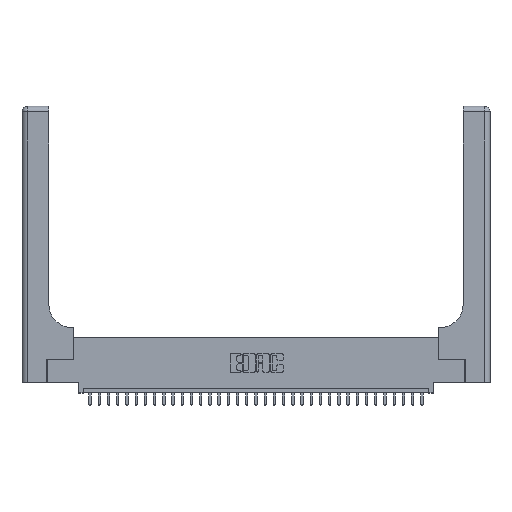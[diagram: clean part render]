
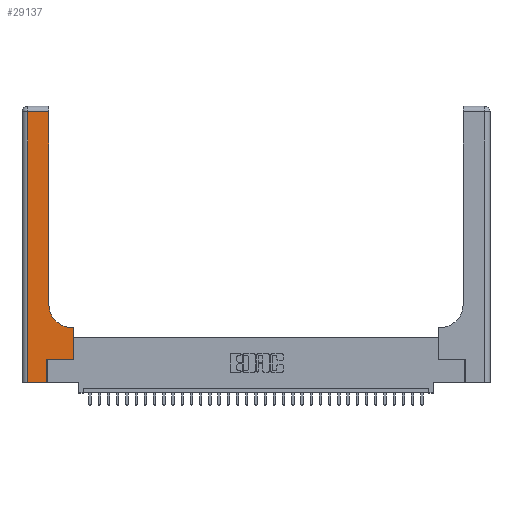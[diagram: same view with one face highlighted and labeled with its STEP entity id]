
A CAD part, top view. The second image highlights one B-rep face of the part: STEP entity #29137.
In plain terms, the highlighted planar face has unit normal (0, 0, 1).
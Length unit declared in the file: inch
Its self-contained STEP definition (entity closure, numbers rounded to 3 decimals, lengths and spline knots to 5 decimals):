
#314 = EDGE_CURVE ( 'NONE', #13230, #19334, #7398, .T. ) ;
#1040 = DIRECTION ( 'NONE',  ( 1., 0., 0. ) ) ;
#1113 = CARTESIAN_POINT ( 'NONE',  ( 0., 3., 0.37 ) ) ;
#1256 = VERTEX_POINT ( 'NONE', #10484 ) ;
#1382 = CARTESIAN_POINT ( 'NONE',  ( 0.269, 0.25, 0.37 ) ) ;
#1617 = ORIENTED_EDGE ( 'NONE', *, *, #6753, .T. ) ;
#2243 = VERTEX_POINT ( 'NONE', #4650 ) ;
#3171 = CARTESIAN_POINT ( 'NONE',  ( 0.5415, 0.6, 0.37 ) ) ;
#3429 = VERTEX_POINT ( 'NONE', #3171 ) ;
#3507 = DIRECTION ( 'NONE',  ( 0., 0., -1. ) ) ;
#3742 = DIRECTION ( 'NONE',  ( -1., 0., 0. ) ) ;
#3871 = LINE ( 'NONE', #18951, #23496 ) ;
#4013 = CARTESIAN_POINT ( 'NONE',  ( 0.06, 0., 0.37 ) ) ;
#4650 = CARTESIAN_POINT ( 'NONE',  ( 0.06, 2.94, 0.37 ) ) ;
#5038 = ORIENTED_EDGE ( 'NONE', *, *, #16185, .T. ) ;
#5426 = CARTESIAN_POINT ( 'NONE',  ( 0.5585, 0.6, 0.37 ) ) ;
#5544 = VECTOR ( 'NONE', #25803, 39.37008 ) ;
#6072 = CARTESIAN_POINT ( 'NONE',  ( 0.269, 0., 0.37 ) ) ;
#6753 = EDGE_CURVE ( 'NONE', #1256, #13230, #10629, .T. ) ;
#7319 = DIRECTION ( 'NONE',  ( 1., 0., 0. ) ) ;
#7373 = ORIENTED_EDGE ( 'NONE', *, *, #15908, .T. ) ;
#7398 = LINE ( 'NONE', #15215, #29416 ) ;
#7421 = CIRCLE ( 'NONE', #22996, 0.25 ) ;
#8332 = DIRECTION ( 'NONE',  ( 0., 1., 0. ) ) ;
#8437 = LINE ( 'NONE', #27986, #21099 ) ;
#9772 = ORIENTED_EDGE ( 'NONE', *, *, #17168, .T. ) ;
#9935 = DIRECTION ( 'NONE',  ( 0., -1., 0. ) ) ;
#9966 = ORIENTED_EDGE ( 'NONE', *, *, #32026, .T. ) ;
#10093 = EDGE_CURVE ( 'NONE', #27545, #1256, #27442, .T. ) ;
#10484 = CARTESIAN_POINT ( 'NONE',  ( 0.269, 0.25, 0.37 ) ) ;
#10576 = CARTESIAN_POINT ( 'NONE',  ( 0.269, 0., 0.37 ) ) ;
#10629 = LINE ( 'NONE', #1382, #27447 ) ;
#12620 = ORIENTED_EDGE ( 'NONE', *, *, #10093, .T. ) ;
#13047 = EDGE_CURVE ( 'NONE', #2243, #22420, #8437, .T. ) ;
#13230 = VERTEX_POINT ( 'NONE', #17801 ) ;
#14574 = EDGE_CURVE ( 'NONE', #22420, #27545, #32528, .T. ) ;
#15215 = CARTESIAN_POINT ( 'NONE',  ( 0.5585, 0.25, 0.37 ) ) ;
#15908 = EDGE_CURVE ( 'NONE', #19334, #3429, #16098, .T. ) ;
#16098 = LINE ( 'NONE', #20356, #31668 ) ;
#16185 = EDGE_CURVE ( 'NONE', #25465, #2243, #3871, .T. ) ;
#16410 = VECTOR ( 'NONE', #22766, 39.37008 ) ;
#16414 = DIRECTION ( 'NONE',  ( -1., 0., 0. ) ) ;
#17168 = EDGE_CURVE ( 'NONE', #26208, #25465, #28296, .T. ) ;
#17708 = CARTESIAN_POINT ( 'NONE',  ( 0.2915, 3., 0.37 ) ) ;
#17801 = CARTESIAN_POINT ( 'NONE',  ( 0.5585, 0.25, 0.37 ) ) ;
#17865 = DIRECTION ( 'NONE',  ( 0., 1., 0. ) ) ;
#18951 = CARTESIAN_POINT ( 'NONE',  ( 0., 2.94, 0.37 ) ) ;
#19156 = PLANE ( 'NONE',  #31416 ) ;
#19246 = VECTOR ( 'NONE', #8332, 39.37008 ) ;
#19334 = VERTEX_POINT ( 'NONE', #5426 ) ;
#20356 = CARTESIAN_POINT ( 'NONE',  ( 0.2915, 0.6, 0.37 ) ) ;
#21099 = VECTOR ( 'NONE', #9935, 39.37008 ) ;
#21631 = ORIENTED_EDGE ( 'NONE', *, *, #13047, .T. ) ;
#22076 = ORIENTED_EDGE ( 'NONE', *, *, #14574, .T. ) ;
#22420 = VERTEX_POINT ( 'NONE', #4013 ) ;
#22766 = DIRECTION ( 'NONE',  ( 0., 1., 0. ) ) ;
#22996 = AXIS2_PLACEMENT_3D ( 'NONE', #25589, #30824, #7319 ) ;
#23496 = VECTOR ( 'NONE', #16414, 39.37008 ) ;
#25465 = VERTEX_POINT ( 'NONE', #32108 ) ;
#25589 = CARTESIAN_POINT ( 'NONE',  ( 0.5415, 0.85, 0.37 ) ) ;
#25803 = DIRECTION ( 'NONE',  ( 1., 0., 0. ) ) ;
#26208 = VERTEX_POINT ( 'NONE', #27061 ) ;
#27009 = EDGE_LOOP ( 'NONE', ( #9772, #5038, #21631, #22076, #12620, #1617, #28213, #7373, #9966 ) ) ;
#27061 = CARTESIAN_POINT ( 'NONE',  ( 0.2915, 0.85, 0.37 ) ) ;
#27442 = LINE ( 'NONE', #6072, #19246 ) ;
#27447 = VECTOR ( 'NONE', #1040, 39.37008 ) ;
#27545 = VERTEX_POINT ( 'NONE', #10576 ) ;
#27986 = CARTESIAN_POINT ( 'NONE',  ( 0.06, 3., 0.37 ) ) ;
#28213 = ORIENTED_EDGE ( 'NONE', *, *, #314, .T. ) ;
#28296 = LINE ( 'NONE', #17708, #16410 ) ;
#29137 = ADVANCED_FACE ( 'NONE', ( #31255 ), #19156, .F. ) ;
#29416 = VECTOR ( 'NONE', #17865, 39.37008 ) ;
#30305 = DIRECTION ( 'NONE',  ( -1., 0., 0. ) ) ;
#30824 = DIRECTION ( 'NONE',  ( 0., 0., -1. ) ) ;
#31255 = FACE_OUTER_BOUND ( 'NONE', #27009, .T. ) ;
#31416 = AXIS2_PLACEMENT_3D ( 'NONE', #1113, #3507, #3742 ) ;
#31668 = VECTOR ( 'NONE', #30305, 39.37008 ) ;
#32026 = EDGE_CURVE ( 'NONE', #3429, #26208, #7421, .T. ) ;
#32108 = CARTESIAN_POINT ( 'NONE',  ( 0.2915, 2.94, 0.37 ) ) ;
#32528 = LINE ( 'NONE', #33212, #5544 ) ;
#33212 = CARTESIAN_POINT ( 'NONE',  ( 0., 0., 0.37 ) ) ;
